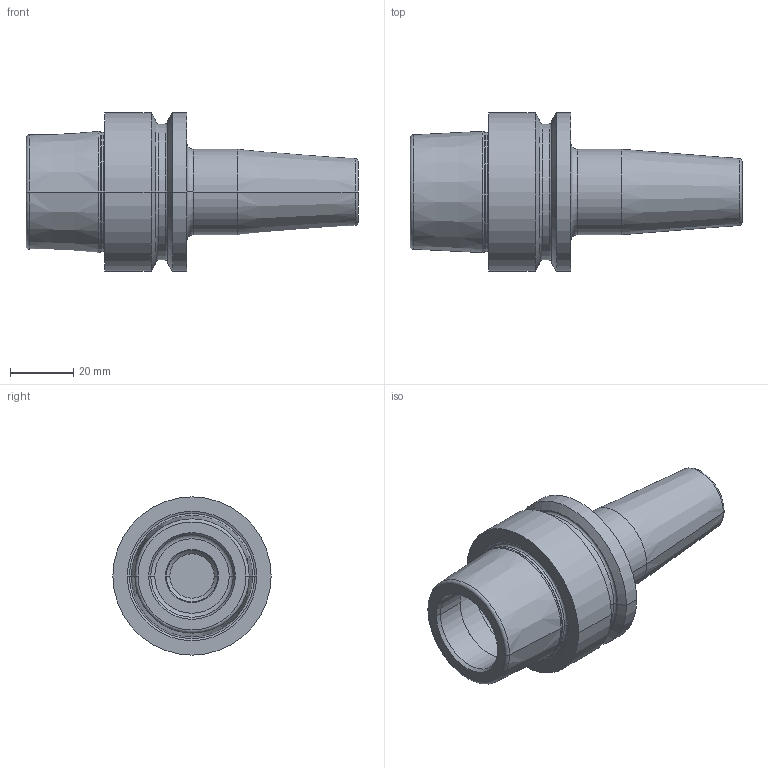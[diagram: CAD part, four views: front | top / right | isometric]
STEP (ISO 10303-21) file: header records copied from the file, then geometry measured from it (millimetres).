
FILE_DESCRIPTION((''),'2;1');
FILE_NAME('E50-140-06','2013-01-11T',('mei'),(''),'PRO/ENGINEER BY PARAMETRIC TECHNOLOGY CORPORATION, 2010430','PRO/ENGINEER BY PARAMETRIC TECHNOLOGY CORPORATION, 2010430','');
FILE_SCHEMA(('CONFIG_CONTROL_DESIGN'));
Length unit declared in the file: millimetre
Products named in the file (1): E50-140-06
Bounding box: 104.9 x 50 x 50 mm (x, y, z)
Volume: 77105.9 mm3; surface area: 19674.1 mm2
Topology: 1 solids, 1 shells, 79 faces, 156 edges, 86 vertices
Faces by surface type: torus 24, cylinder 24, cone 22, plane 9
Entity records: 2066 total; most frequent: DIRECTION 424, CARTESIAN_POINT 321, ORIENTED_EDGE 312, AXIS2_PLACEMENT_3D 189, EDGE_CURVE 156, CIRCLE 110, VERTEX_POINT 86, EDGE_LOOP 86
